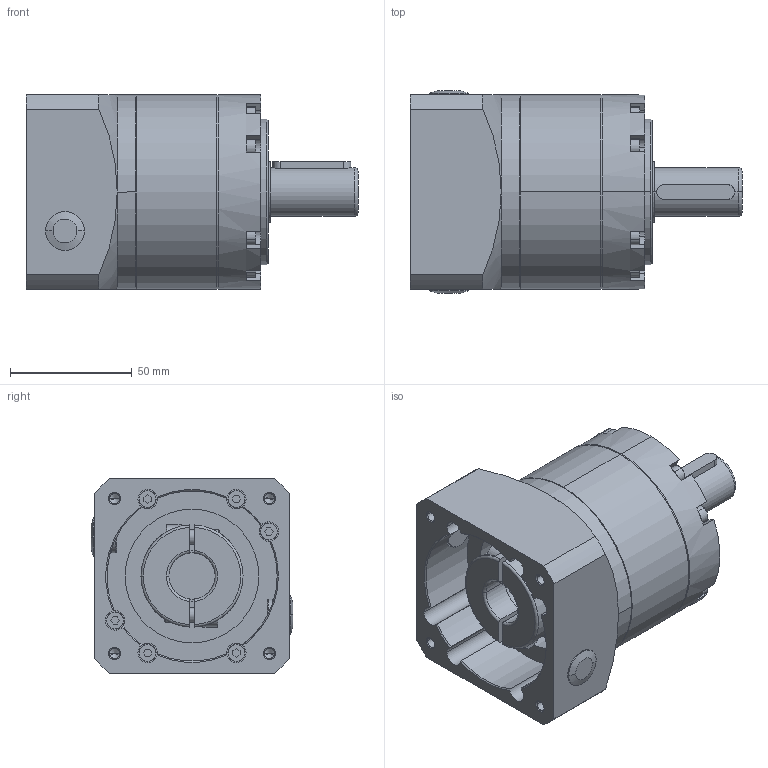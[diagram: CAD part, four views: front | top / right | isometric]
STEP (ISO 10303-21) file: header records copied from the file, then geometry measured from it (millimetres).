
FILE_DESCRIPTION (( 'STEP AP203' ), '1' );
FILE_NAME ('JAE080-L1-19-70-90-M5-A20.STEP', '2023-04-07T08:13:44', ( '' ), ( '' ), 'SwSTEP 2.0', 'SolidWorks 2018', '' );
FILE_SCHEMA (( 'CONFIG_CONTROL_DESIGN' ));
Length unit declared in the file: millimetre
Products named in the file (1): JAE080-L1-19-70-90-M5-A20
Bounding box: 136.5 x 83 x 80 mm (x, y, z)
Volume: 444909 mm3; surface area: 91801 mm2
Topology: 24 solids, 24 shells, 563 faces, 1337 edges, 842 vertices
Faces by surface type: plane 264, cylinder 157, cone 63, torus 47, bspline 24, sphere 8
Entity records: 17458 total; most frequent: CARTESIAN_POINT 4259, DIRECTION 2849, ORIENTED_EDGE 2638, EDGE_CURVE 1319, AXIS2_PLACEMENT_3D 1084, VERTEX_POINT 842, VECTOR 681, LINE 681
